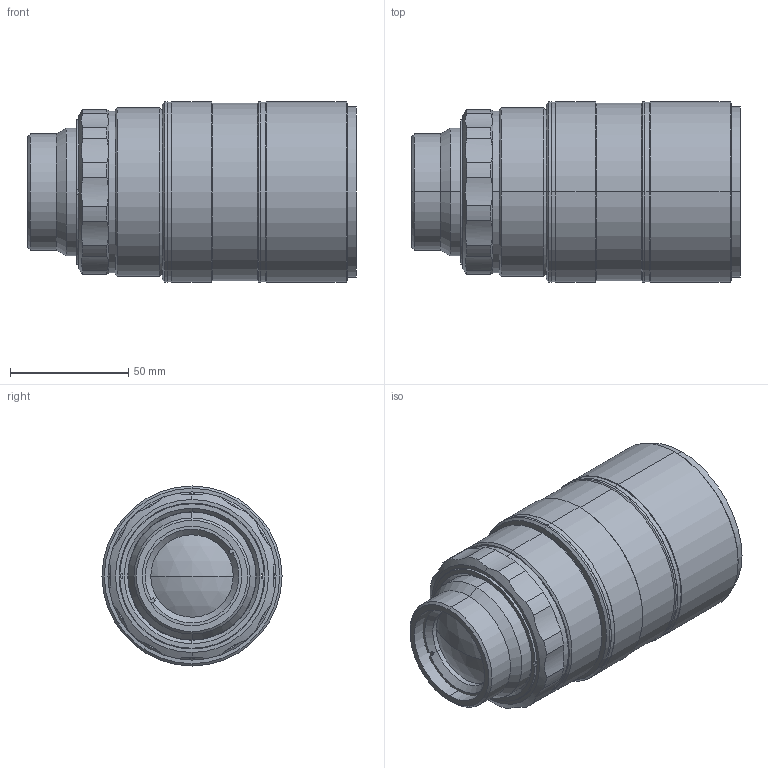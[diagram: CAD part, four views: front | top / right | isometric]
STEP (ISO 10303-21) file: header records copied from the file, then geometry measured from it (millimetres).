
FILE_DESCRIPTION (( 'STEP AP203' ), '1' );
FILE_NAME ('DP21241-B_MC12K025X-R.step', '2022-01-03T13:03:33', ( '' ), ( '' ), 'SwSTEP 2.0', 'SolidWorks 2021', '' );
FILE_SCHEMA (( 'CONFIG_CONTROL_DESIGN' ));
Length unit declared in the file: millimetre
Products named in the file (1): DP21241-B_MC12K025X-R
Bounding box: 138.74 x 76 x 76 mm (x, y, z)
Surface area: 63263 mm2 (no closed solid volume)
Topology: 0 solids, 13 shells, 116 faces, 317 edges, 215 vertices
Faces by surface type: cylinder 65, cone 28, plane 21, sphere 2
Entity records: 4121 total; most frequent: CARTESIAN_POINT 1071, DIRECTION 667, ORIENTED_EDGE 545, EDGE_CURVE 317, AXIS2_PLACEMENT_3D 275, VERTEX_POINT 215, CIRCLE 158, EDGE_LOOP 136
